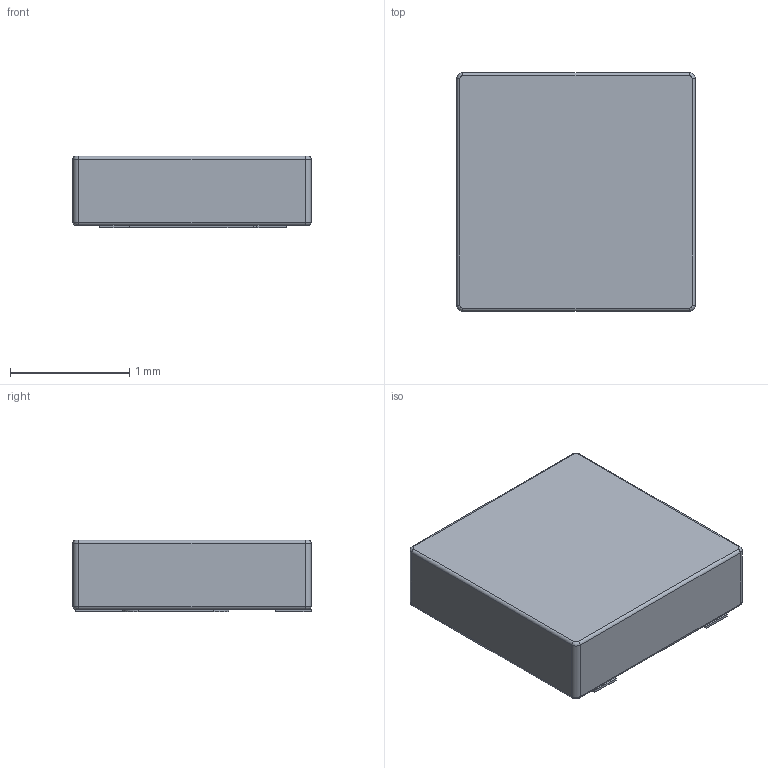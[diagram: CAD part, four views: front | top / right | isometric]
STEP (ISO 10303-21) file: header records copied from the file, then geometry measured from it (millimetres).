
FILE_DESCRIPTION (( 'STEP AP214' ), '1' );
FILE_NAME ('DFN2020B-3.STEP', '2019-05-31T18:32:24', ( '' ), ( '' ), 'SwSTEP 2.0', 'SolidWorks 2017', '' );
FILE_SCHEMA (( 'AUTOMOTIVE_DESIGN' ));
Length unit declared in the file: millimetre
Products named in the file (1): DFN2020B-3
Bounding box: 2 x 2 x 0.6 mm (x, y, z)
Volume: 2.3 mm3; surface area: 12.6 mm2
Topology: 1 solids, 1 shells, 51 faces, 125 edges, 76 vertices
Faces by surface type: plane 27, cylinder 16, torus 8
Entity records: 2078 total; most frequent: DIRECTION 269, CARTESIAN_POINT 253, ORIENTED_EDGE 250, EDGE_CURVE 125, AXIS2_PLACEMENT_3D 92, VECTOR 85, LINE 85, VERTEX_POINT 76
